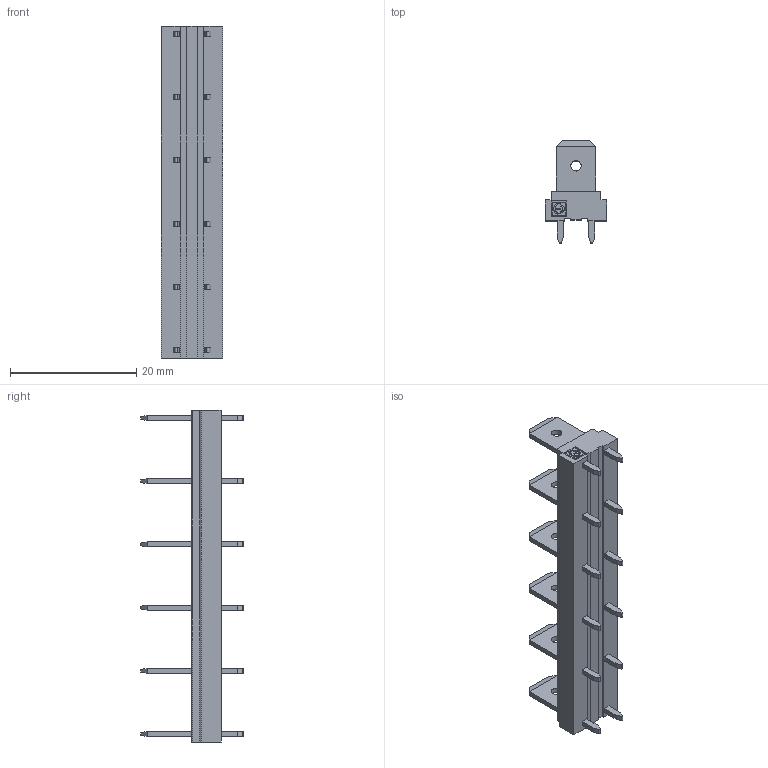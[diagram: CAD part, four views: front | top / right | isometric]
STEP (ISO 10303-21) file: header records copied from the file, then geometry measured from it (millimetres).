
FILE_DESCRIPTION(('STEP AP214'),'1');
FILE_NAME('PVSF06-10-V-D68-1F.stp','2021-10-20T12:14:25',(' '),(' '),'Spatial InterOp 3D',' ',' ');
FILE_SCHEMA(('automotive_design'));
Length unit declared in the file: metre
Products named in the file (1): 1
Bounding box: 9.7 x 16.2 x 52.5 mm (x, y, z)
Volume: 2440.3 mm3; surface area: 2471.5 mm2
Topology: 1 solids, 1 shells, 265 faces, 657 edges, 430 vertices
Faces by surface type: plane 238, cylinder 26, extrusion 1
Full cylindrical faces by diameter (mm): 1.65 x6
Entity records: 9853 total; most frequent: CARTESIAN_POINT 1365, ORIENTED_EDGE 1302, DIRECTION 1232, EDGE_CURVE 651, VECTOR 598, LINE 597, VERTEX_POINT 430, EDGE_LOOP 319
